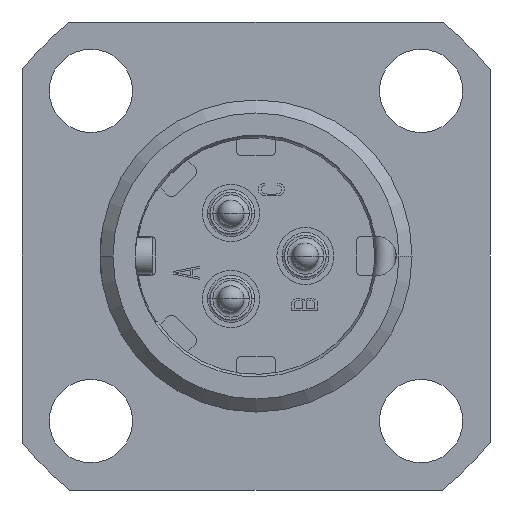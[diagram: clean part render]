
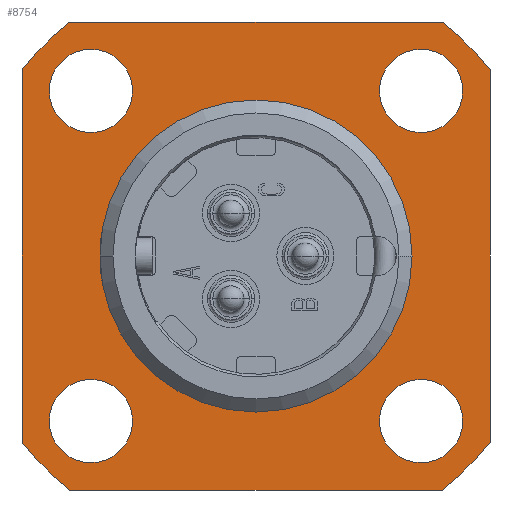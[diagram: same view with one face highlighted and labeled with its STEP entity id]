
A CAD part, left-side view. The second image highlights one B-rep face of the part: STEP entity #8754.
In plain terms, the highlighted planar face has unit normal (-1, 0, 0).
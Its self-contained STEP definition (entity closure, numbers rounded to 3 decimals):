
#775=CARTESIAN_POINT('',(-5.,0.,0.));
#776=DIRECTION('',(-1.,0.,0.));
#777=DIRECTION('',(0.,-1.,0.));
#778=AXIS2_PLACEMENT_3D('',#775,#776,#777);
#788=CARTESIAN_POINT('',(-5.,0.,0.));
#789=DIRECTION('',(-1.,0.,0.));
#790=DIRECTION('',(0.,1.,0.));
#791=AXIS2_PLACEMENT_3D('',#788,#789,#790);
#900=DIRECTION('',(0.,0.,1.));
#901=VECTOR('',#900,14.318);
#902=CARTESIAN_POINT('',(-5.,-9.,-7.159));
#903=LINE('800',#902,#901);
#904=CARTESIAN_POINT('',(-5.,0.,0.));
#905=DIRECTION('',(-1.,0.,0.));
#906=DIRECTION('',(0.,-0.623,-0.783));
#907=AXIS2_PLACEMENT_3D('',#904,#905,#906);
#909=DIRECTION('',(0.,-1.,0.));
#910=VECTOR('',#909,14.318);
#911=CARTESIAN_POINT('',(-5.,7.159,-9.));
#912=LINE('802',#911,#910);
#913=CARTESIAN_POINT('',(-5.,0.,0.));
#914=DIRECTION('',(-1.,0.,0.));
#915=DIRECTION('',(0.,0.783,-0.623));
#916=AXIS2_PLACEMENT_3D('',#913,#914,#915);
#918=DIRECTION('',(0.,0.,-1.));
#919=VECTOR('',#918,14.318);
#920=CARTESIAN_POINT('',(-5.,9.,7.159));
#921=LINE('804',#920,#919);
#922=CARTESIAN_POINT('',(-5.,0.,0.));
#923=DIRECTION('',(-1.,0.,0.));
#924=DIRECTION('',(0.,0.623,0.783));
#925=AXIS2_PLACEMENT_3D('',#922,#923,#924);
#927=DIRECTION('',(0.,1.,0.));
#928=VECTOR('',#927,14.318);
#929=CARTESIAN_POINT('',(-5.,-7.159,9.));
#930=LINE('806',#929,#928);
#931=CARTESIAN_POINT('',(-5.,0.,0.));
#932=DIRECTION('',(-1.,0.,0.));
#933=DIRECTION('',(0.,-0.783,0.623));
#934=AXIS2_PLACEMENT_3D('',#931,#932,#933);
#936=CARTESIAN_POINT('',(-5.,6.35,6.35));
#937=DIRECTION('',(1.,0.,0.));
#938=DIRECTION('',(0.,1.,0.));
#939=AXIS2_PLACEMENT_3D('',#936,#937,#938);
#941=CARTESIAN_POINT('',(-5.,6.35,6.35));
#942=DIRECTION('',(1.,0.,0.));
#943=DIRECTION('',(0.,-1.,0.));
#944=AXIS2_PLACEMENT_3D('',#941,#942,#943);
#946=CARTESIAN_POINT('',(-5.,6.35,-6.35));
#947=DIRECTION('',(1.,0.,0.));
#948=DIRECTION('',(0.,1.,0.));
#949=AXIS2_PLACEMENT_3D('',#946,#947,#948);
#951=CARTESIAN_POINT('',(-5.,6.35,-6.35));
#952=DIRECTION('',(1.,0.,0.));
#953=DIRECTION('',(0.,-1.,0.));
#954=AXIS2_PLACEMENT_3D('',#951,#952,#953);
#956=CARTESIAN_POINT('',(-5.,-6.35,-6.35));
#957=DIRECTION('',(1.,0.,0.));
#958=DIRECTION('',(0.,1.,0.));
#959=AXIS2_PLACEMENT_3D('',#956,#957,#958);
#961=CARTESIAN_POINT('',(-5.,-6.35,-6.35));
#962=DIRECTION('',(1.,0.,0.));
#963=DIRECTION('',(0.,-1.,0.));
#964=AXIS2_PLACEMENT_3D('',#961,#962,#963);
#966=CARTESIAN_POINT('',(-5.,-6.35,6.35));
#967=DIRECTION('',(1.,0.,0.));
#968=DIRECTION('',(0.,1.,0.));
#969=AXIS2_PLACEMENT_3D('',#966,#967,#968);
#971=CARTESIAN_POINT('',(-5.,-6.35,6.35));
#972=DIRECTION('',(1.,0.,0.));
#973=DIRECTION('',(0.,-1.,0.));
#974=AXIS2_PLACEMENT_3D('',#971,#972,#973);
#6186=CARTESIAN_POINT('',(-5.,-9.,-7.159));
#6187=CARTESIAN_POINT('',(-5.,-9.,7.159));
#6188=VERTEX_POINT('',#6186);
#6189=VERTEX_POINT('',#6187);
#6190=CARTESIAN_POINT('',(-5.,-7.159,-9.));
#6191=VERTEX_POINT('',#6190);
#6192=CARTESIAN_POINT('',(-5.,7.159,-9.));
#6193=VERTEX_POINT('',#6192);
#6194=CARTESIAN_POINT('',(-5.,9.,-7.159));
#6195=VERTEX_POINT('',#6194);
#6196=CARTESIAN_POINT('',(-5.,9.,7.159));
#6197=VERTEX_POINT('',#6196);
#6198=CARTESIAN_POINT('',(-5.,7.159,9.));
#6199=VERTEX_POINT('',#6198);
#6200=CARTESIAN_POINT('',(-5.,-7.159,9.));
#6201=VERTEX_POINT('',#6200);
#6206=CARTESIAN_POINT('',(-5.,-6.,0.));
#6207=CARTESIAN_POINT('',(-5.,6.,0.));
#6208=VERTEX_POINT('',#6206);
#6209=VERTEX_POINT('',#6207);
#6218=CARTESIAN_POINT('',(-5.,7.95,6.35));
#6219=CARTESIAN_POINT('',(-5.,4.75,6.35));
#6220=VERTEX_POINT('',#6218);
#6221=VERTEX_POINT('',#6219);
#6226=CARTESIAN_POINT('',(-5.,7.95,-6.35));
#6227=CARTESIAN_POINT('',(-5.,4.75,-6.35));
#6228=VERTEX_POINT('',#6226);
#6229=VERTEX_POINT('',#6227);
#6234=CARTESIAN_POINT('',(-5.,-4.75,-6.35));
#6235=CARTESIAN_POINT('',(-5.,-7.95,-6.35));
#6236=VERTEX_POINT('',#6234);
#6237=VERTEX_POINT('',#6235);
#6242=CARTESIAN_POINT('',(-5.,-4.75,6.35));
#6243=CARTESIAN_POINT('',(-5.,-7.95,6.35));
#6244=VERTEX_POINT('',#6242);
#6245=VERTEX_POINT('',#6243);
#8703=CARTESIAN_POINT('',(-5.,0.,0.));
#8704=DIRECTION('',(1.,0.,0.));
#8705=DIRECTION('',(0.,0.,-1.));
#8706=AXIS2_PLACEMENT_3D('',#8703,#8704,#8705);
#8707=PLANE('274',#8706);
#8709=ORIENTED_EDGE('800',*,*,#8708,.F.);
#8711=ORIENTED_EDGE('801',*,*,#8710,.F.);
#8713=ORIENTED_EDGE('802',*,*,#8712,.F.);
#8715=ORIENTED_EDGE('803',*,*,#8714,.F.);
#8717=ORIENTED_EDGE('804',*,*,#8716,.F.);
#8719=ORIENTED_EDGE('805',*,*,#8718,.F.);
#8721=ORIENTED_EDGE('806',*,*,#8720,.F.);
#8723=ORIENTED_EDGE('807',*,*,#8722,.F.);
#8724=EDGE_LOOP('274',(#8709,#8711,#8713,#8715,#8717,#8719,#8721,#8723));
#8725=FACE_OUTER_BOUND('274',#8724,.F.);
#8726=ORIENTED_EDGE('817',*,*,#8508,.T.);
#8727=ORIENTED_EDGE('819',*,*,#8535,.T.);
#8728=EDGE_LOOP('274',(#8726,#8727));
#8729=FACE_BOUND('274',#8728,.F.);
#8731=ORIENTED_EDGE('825',*,*,#8730,.F.);
#8733=ORIENTED_EDGE('826',*,*,#8732,.F.);
#8734=EDGE_LOOP('274',(#8731,#8733));
#8735=FACE_BOUND('274',#8734,.F.);
#8737=ORIENTED_EDGE('831',*,*,#8736,.F.);
#8739=ORIENTED_EDGE('832',*,*,#8738,.F.);
#8740=EDGE_LOOP('274',(#8737,#8739));
#8741=FACE_BOUND('274',#8740,.F.);
#8743=ORIENTED_EDGE('837',*,*,#8742,.F.);
#8745=ORIENTED_EDGE('838',*,*,#8744,.F.);
#8746=EDGE_LOOP('274',(#8743,#8745));
#8747=FACE_BOUND('274',#8746,.F.);
#8749=ORIENTED_EDGE('843',*,*,#8748,.F.);
#8751=ORIENTED_EDGE('844',*,*,#8750,.F.);
#8752=EDGE_LOOP('274',(#8749,#8751));
#8753=FACE_BOUND('274',#8752,.F.);
#779=CIRCLE('817',#778,6.);
#792=CIRCLE('819',#791,6.);
#908=CIRCLE('801',#907,11.5);
#917=CIRCLE('803',#916,11.5);
#926=CIRCLE('805',#925,11.5);
#935=CIRCLE('807',#934,11.5);
#940=CIRCLE('825',#939,1.6);
#945=CIRCLE('826',#944,1.6);
#950=CIRCLE('831',#949,1.6);
#955=CIRCLE('832',#954,1.6);
#960=CIRCLE('837',#959,1.6);
#965=CIRCLE('838',#964,1.6);
#970=CIRCLE('843',#969,1.6);
#975=CIRCLE('844',#974,1.6);
#8508=EDGE_CURVE('817',#6208,#6209,#779,.T.);
#8535=EDGE_CURVE('819',#6209,#6208,#792,.T.);
#8708=EDGE_CURVE('800',#6188,#6189,#903,.T.);
#8710=EDGE_CURVE('801',#6191,#6188,#908,.T.);
#8712=EDGE_CURVE('802',#6193,#6191,#912,.T.);
#8714=EDGE_CURVE('803',#6195,#6193,#917,.T.);
#8716=EDGE_CURVE('804',#6197,#6195,#921,.T.);
#8718=EDGE_CURVE('805',#6199,#6197,#926,.T.);
#8720=EDGE_CURVE('806',#6201,#6199,#930,.T.);
#8722=EDGE_CURVE('807',#6189,#6201,#935,.T.);
#8730=EDGE_CURVE('825',#6220,#6221,#940,.T.);
#8732=EDGE_CURVE('826',#6221,#6220,#945,.T.);
#8736=EDGE_CURVE('831',#6228,#6229,#950,.T.);
#8738=EDGE_CURVE('832',#6229,#6228,#955,.T.);
#8742=EDGE_CURVE('837',#6236,#6237,#960,.T.);
#8744=EDGE_CURVE('838',#6237,#6236,#965,.T.);
#8748=EDGE_CURVE('843',#6244,#6245,#970,.T.);
#8750=EDGE_CURVE('844',#6245,#6244,#975,.T.);
#8754=ADVANCED_FACE('274',(#8725,#8729,#8735,#8741,#8747,#8753),#8707,.F.);
